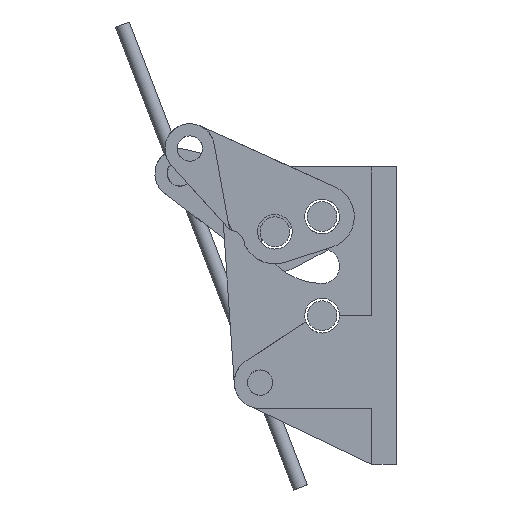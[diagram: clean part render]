
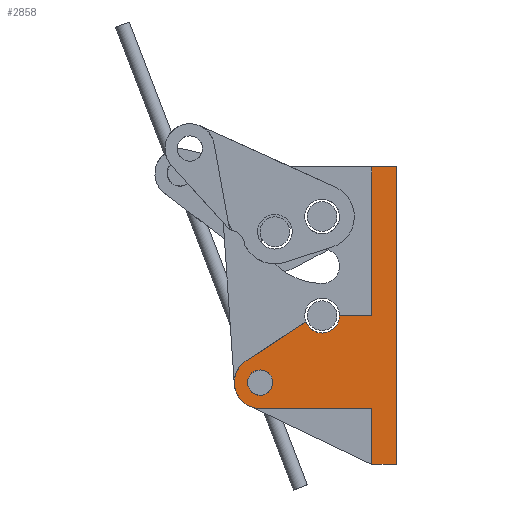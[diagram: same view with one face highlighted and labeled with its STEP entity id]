
A CAD part, left-side view. The second image highlights one B-rep face of the part: STEP entity #2858.
In plain terms, the highlighted planar face has unit normal (-1, 0, 0).
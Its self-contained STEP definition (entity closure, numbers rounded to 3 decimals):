
#112=FACE_BOUND('',#520,.T.);
#177=PLANE('',#3204);
#354=FACE_OUTER_BOUND('',#519,.T.);
#519=EDGE_LOOP('',(#2282,#2283,#2284,#2285,#2286,#2287,#2288,#2289,#2290,
#2291));
#520=EDGE_LOOP('',(#2292));
#699=LINE('',#5005,#917);
#707=LINE('',#5022,#925);
#713=LINE('',#5040,#931);
#715=LINE('',#5043,#933);
#720=LINE('',#5058,#938);
#724=LINE('',#5065,#942);
#726=LINE('',#5070,#944);
#727=LINE('',#5071,#945);
#917=VECTOR('',#3741,10.);
#925=VECTOR('',#3751,10.);
#931=VECTOR('',#3769,10.);
#933=VECTOR('',#3773,10.);
#938=VECTOR('',#3786,10.);
#942=VECTOR('',#3792,10.);
#944=VECTOR('',#3798,10.);
#945=VECTOR('',#3799,10.);
#1107=CIRCLE('',#3195,7.);
#1109=CIRCLE('',#3200,5.1);
#1111=CIRCLE('',#3205,10.426);
#1308=VERTEX_POINT('',#5002);
#1309=VERTEX_POINT('',#5004);
#1316=VERTEX_POINT('',#5019);
#1317=VERTEX_POINT('',#5021);
#1320=VERTEX_POINT('',#5030);
#1323=VERTEX_POINT('',#5038);
#1324=VERTEX_POINT('',#5045);
#1328=VERTEX_POINT('',#5055);
#1329=VERTEX_POINT('',#5057);
#1331=VERTEX_POINT('',#5064);
#1332=VERTEX_POINT('',#5069);
#1647=EDGE_CURVE('',#1309,#1308,#699,.T.);
#1655=EDGE_CURVE('',#1317,#1316,#707,.T.);
#1660=EDGE_CURVE('',#1320,#1309,#1107,.T.);
#1665=EDGE_CURVE('',#1316,#1323,#713,.T.);
#1667=EDGE_CURVE('',#1323,#1320,#715,.T.);
#1668=EDGE_CURVE('',#1324,#1324,#1109,.T.);
#1674=EDGE_CURVE('',#1329,#1328,#720,.T.);
#1678=EDGE_CURVE('',#1331,#1329,#724,.T.);
#1680=EDGE_CURVE('',#1308,#1331,#1111,.T.);
#1681=EDGE_CURVE('',#1328,#1332,#726,.T.);
#1682=EDGE_CURVE('',#1332,#1317,#727,.T.);
#2282=ORIENTED_EDGE('',*,*,#1647,.T.);
#2283=ORIENTED_EDGE('',*,*,#1680,.T.);
#2284=ORIENTED_EDGE('',*,*,#1678,.T.);
#2285=ORIENTED_EDGE('',*,*,#1674,.T.);
#2286=ORIENTED_EDGE('',*,*,#1681,.T.);
#2287=ORIENTED_EDGE('',*,*,#1682,.T.);
#2288=ORIENTED_EDGE('',*,*,#1655,.T.);
#2289=ORIENTED_EDGE('',*,*,#1665,.T.);
#2290=ORIENTED_EDGE('',*,*,#1667,.T.);
#2291=ORIENTED_EDGE('',*,*,#1660,.T.);
#2292=ORIENTED_EDGE('',*,*,#1668,.T.);
#2858=ADVANCED_FACE('',(#354,#112),#177,.F.);
#3195=AXIS2_PLACEMENT_3D('',#5031,#3760,#3761);
#3200=AXIS2_PLACEMENT_3D('',#5046,#3776,#3777);
#3204=AXIS2_PLACEMENT_3D('',#5067,#3794,#3795);
#3205=AXIS2_PLACEMENT_3D('',#5068,#3796,#3797);
#3741=DIRECTION('',(0.,0.839,-0.545));
#3751=DIRECTION('',(0.,1.,0.));
#3760=DIRECTION('center_axis',(1.,0.,0.));
#3761=DIRECTION('ref_axis',(0.,0.,-1.));
#3769=DIRECTION('',(0.,0.,-1.));
#3773=DIRECTION('',(0.,1.,0.));
#3776=DIRECTION('center_axis',(1.,0.,0.));
#3777=DIRECTION('ref_axis',(0.,0.,-1.));
#3786=DIRECTION('',(0.,0.,-1.));
#3792=DIRECTION('',(0.,-1.,0.));
#3794=DIRECTION('center_axis',(1.,0.,0.));
#3795=DIRECTION('ref_axis',(0.,0.,-1.));
#3796=DIRECTION('center_axis',(-1.,0.,0.));
#3797=DIRECTION('ref_axis',(0.,0.,-1.));
#3798=DIRECTION('',(0.,-1.,0.));
#3799=DIRECTION('',(0.,0.,1.));
#5002=CARTESIAN_POINT('',(-200.,60.679,-78.256));
#5004=CARTESIAN_POINT('',(-200.,36.515,-62.561));
#5005=CARTESIAN_POINT('',(-200.,50.996,-71.967));
#5019=CARTESIAN_POINT('',(-200.,10.,0.));
#5021=CARTESIAN_POINT('',(-200.,0.,0.));
#5022=CARTESIAN_POINT('',(-200.,90.,0.));
#5030=CARTESIAN_POINT('',(-200.,23.,-60.));
#5031=CARTESIAN_POINT('Origin',(-200.,30.,-60.));
#5038=CARTESIAN_POINT('',(-200.,10.,-60.));
#5040=CARTESIAN_POINT('',(-200.,10.,0.));
#5043=CARTESIAN_POINT('',(-200.,30.,-60.));
#5045=CARTESIAN_POINT('',(-200.,55.,-81.9));
#5046=CARTESIAN_POINT('Origin',(-200.,55.,-87.));
#5055=CARTESIAN_POINT('',(-200.,10.,-120.));
#5057=CARTESIAN_POINT('',(-200.,10.,-97.426));
#5058=CARTESIAN_POINT('',(-200.,10.,0.));
#5064=CARTESIAN_POINT('',(-200.,55.,-97.426));
#5065=CARTESIAN_POINT('',(-200.,72.426,-97.426));
#5067=CARTESIAN_POINT('Origin',(-200.,45.,-60.));
#5068=CARTESIAN_POINT('Origin',(-200.,55.,-87.));
#5069=CARTESIAN_POINT('',(-200.,0.,-120.));
#5070=CARTESIAN_POINT('',(-200.,0.,-120.));
#5071=CARTESIAN_POINT('',(-200.,0.,0.));
